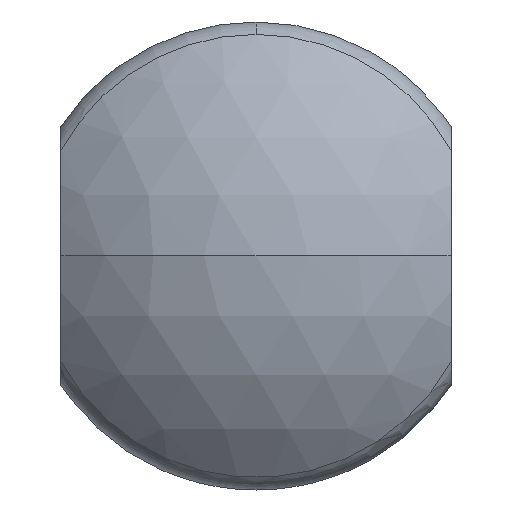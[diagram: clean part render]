
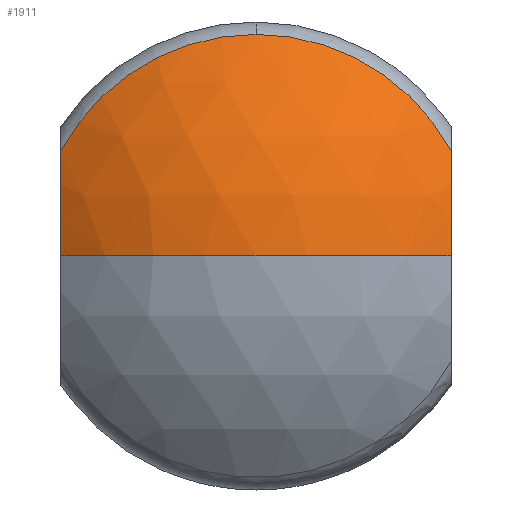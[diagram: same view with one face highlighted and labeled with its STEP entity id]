
A CAD part, front view. The second image highlights one B-rep face of the part: STEP entity #1911.
In plain terms, the highlighted spherical face has radius 25 mm.
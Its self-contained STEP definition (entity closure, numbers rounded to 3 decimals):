
#537 = ORIENTED_EDGE ( 'NONE', *, *, #2500, .F. ) ;
#590 = DIRECTION ( 'NONE',  ( 0., 0., 1. ) ) ;
#628 = AXIS2_PLACEMENT_3D ( 'NONE', #1899, #1204, #1924 ) ;
#766 = EDGE_CURVE ( 'Defeature ausgef�hrt2_17+Defeature ausgef�hrt2_12+Defeature ausgef�hrt2_15+Defeature ausgef�hrt2_11', #1976, #3468, #2347, .T. ) ;
#1019 = AXIS2_PLACEMENT_3D ( 'NONE', #1699, #2715, #2009 ) ;
#1030 = EDGE_LOOP ( 'NONE', ( #4235, #2179, #537, #1840, #3570, #2177 ) ) ;
#1038 = CIRCLE ( 'NONE', #1019, 20. ) ;
#1050 = DIRECTION ( 'NONE',  ( 0., 1., 0. ) ) ;
#1168 = CIRCLE ( 'NONE', #4198, 17.045 ) ;
#1204 = DIRECTION ( 'NONE',  ( 0., 0., 1. ) ) ;
#1210 = CIRCLE ( 'NONE', #628, 25. ) ;
#1320 = DIRECTION ( 'NONE',  ( 0., 0., -1. ) ) ;
#1347 = EDGE_CURVE ( 'Defeature ausgef�hrt2_16+Defeature ausgef�hrt2_12+Defeature ausgef�hrt2_11+Defeature ausgef�hrt2_15', #1558, #2742, #1038, .T. ) ;
#1510 = DIRECTION ( 'NONE',  ( 0., -1., 0. ) ) ;
#1558 = VERTEX_POINT ( 'NONE', #2968 ) ;
#1699 = CARTESIAN_POINT ( 'NONE',  ( -15., -85., 0. ) ) ;
#1840 = ORIENTED_EDGE ( 'NONE', *, *, #766, .F. ) ;
#1892 = CARTESIAN_POINT ( 'NONE',  ( 0., -103.288, 0. ) ) ;
#1899 = CARTESIAN_POINT ( 'NONE',  ( 0., -85., 0. ) ) ;
#1911 = ADVANCED_FACE ( 'Defeature ausgef�hrt2_12', ( #3795 ), #2021, .T. ) ;
#1924 = DIRECTION ( 'NONE',  ( 1., 0., 0. ) ) ;
#1936 = EDGE_CURVE ( 'Defeature ausgef�hrt2_12+Defeature ausgef�hrt2_15+Defeature ausgef�hrt2_17+Defeature ausgef�hrt2_16', #1976, #2914, #1168, .T. ) ;
#1976 = VERTEX_POINT ( 'NONE', #4224 ) ;
#2009 = DIRECTION ( 'NONE',  ( 0., 0., -1. ) ) ;
#2018 = VERTEX_POINT ( 'NONE', #3955 ) ;
#2021 = SPHERICAL_SURFACE ( 'NONE', #3747, 25. ) ;
#2126 = CIRCLE ( 'NONE', #4066, 17.045 ) ;
#2177 = ORIENTED_EDGE ( 'NONE', *, *, #3285, .T. ) ;
#2179 = ORIENTED_EDGE ( 'NONE', *, *, #2833, .T. ) ;
#2225 = AXIS2_PLACEMENT_3D ( 'NONE', #4203, #2235, #2248 ) ;
#2235 = DIRECTION ( 'NONE',  ( 1., 0., 0. ) ) ;
#2248 = DIRECTION ( 'NONE',  ( 0., 0., 1. ) ) ;
#2334 = CARTESIAN_POINT ( 'NONE',  ( 0., -85., 0. ) ) ;
#2347 = CIRCLE ( 'NONE', #2225, 20. ) ;
#2500 = EDGE_CURVE ( 'NONE', #3468, #2018, #3537, .T. ) ;
#2538 = DIRECTION ( 'NONE',  ( 1., 0., 0. ) ) ;
#2569 = DIRECTION ( 'NONE',  ( 0., 0., 1. ) ) ;
#2715 = DIRECTION ( 'NONE',  ( -1., 0., 0. ) ) ;
#2742 = VERTEX_POINT ( 'NONE', #2855 ) ;
#2833 = EDGE_CURVE ( 'NONE', #1558, #2018, #1210, .T. ) ;
#2855 = CARTESIAN_POINT ( 'NONE',  ( -15., -103.288, 8.096 ) ) ;
#2914 = VERTEX_POINT ( 'NONE', #3207 ) ;
#2954 = CARTESIAN_POINT ( 'NONE',  ( 15., -105., 0. ) ) ;
#2968 = CARTESIAN_POINT ( 'NONE',  ( -15., -105., 0. ) ) ;
#3141 = DIRECTION ( 'NONE',  ( 0., 0., 1. ) ) ;
#3201 = DIRECTION ( 'NONE',  ( 0., -1., 0. ) ) ;
#3207 = CARTESIAN_POINT ( 'NONE',  ( 0., -103.288, 17.045 ) ) ;
#3285 = EDGE_CURVE ( 'Defeature ausgef�hrt2_12+Defeature ausgef�hrt2_15+Defeature ausgef�hrt2_17+Defeature ausgef�hrt2_16', #2914, #2742, #2126, .T. ) ;
#3468 = VERTEX_POINT ( 'NONE', #2954 ) ;
#3502 = CARTESIAN_POINT ( 'NONE',  ( 0., -103.288, 0. ) ) ;
#3537 = CIRCLE ( 'NONE', #3637, 25. ) ;
#3570 = ORIENTED_EDGE ( 'NONE', *, *, #1936, .T. ) ;
#3637 = AXIS2_PLACEMENT_3D ( 'NONE', #2334, #1320, #1050 ) ;
#3747 = AXIS2_PLACEMENT_3D ( 'NONE', #4161, #590, #2538 ) ;
#3795 = FACE_OUTER_BOUND ( 'NONE', #1030, .T. ) ;
#3955 = CARTESIAN_POINT ( 'NONE',  ( 0., -110., 0. ) ) ;
#4066 = AXIS2_PLACEMENT_3D ( 'NONE', #3502, #1510, #3141 ) ;
#4161 = CARTESIAN_POINT ( 'NONE',  ( 0., -85., 0. ) ) ;
#4198 = AXIS2_PLACEMENT_3D ( 'NONE', #1892, #3201, #2569 ) ;
#4203 = CARTESIAN_POINT ( 'NONE',  ( 15., -85., 0. ) ) ;
#4224 = CARTESIAN_POINT ( 'NONE',  ( 15., -103.288, 8.096 ) ) ;
#4235 = ORIENTED_EDGE ( 'NONE', *, *, #1347, .F. ) ;
